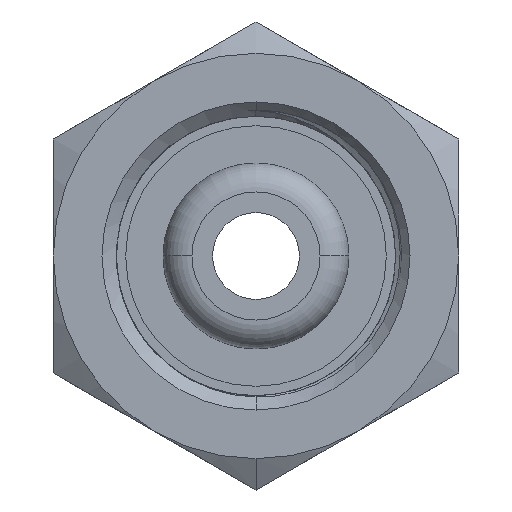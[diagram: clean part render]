
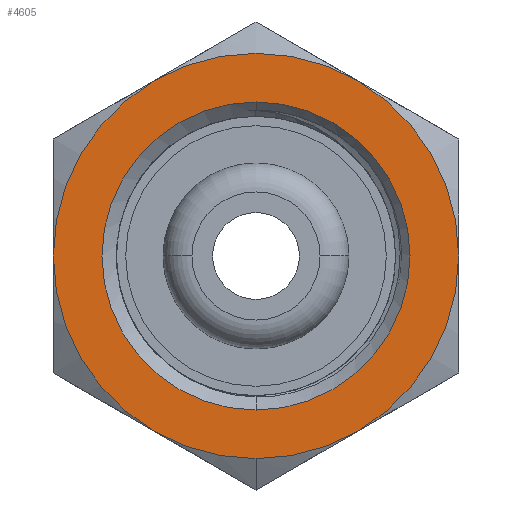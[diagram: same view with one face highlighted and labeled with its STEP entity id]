
A CAD part, left-side view. The second image highlights one B-rep face of the part: STEP entity #4605.
In plain terms, the highlighted planar face has unit normal (-1, 0, 0).
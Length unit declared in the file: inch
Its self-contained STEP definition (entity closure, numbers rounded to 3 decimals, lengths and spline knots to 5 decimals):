
#103 = EDGE_CURVE ( 'NONE', #19232, #17547, #1585, .T. ) ;
#397 = AXIS2_PLACEMENT_3D ( 'NONE', #16040, #6735, #14512 ) ;
#678 = DIRECTION ( 'NONE',  ( 0., 0., -1. ) ) ;
#1474 = VERTEX_POINT ( 'NONE', #17341 ) ;
#1533 = EDGE_CURVE ( 'NONE', #21839, #3369, #3906, .T. ) ;
#1585 = CIRCLE ( 'NONE', #15321, 0.665 ) ;
#1905 = EDGE_LOOP ( 'NONE', ( #18589, #19288 ) ) ;
#2602 = CARTESIAN_POINT ( 'NONE',  ( -0.625, 0., 0. ) ) ;
#3009 = DIRECTION ( 'NONE',  ( 0., 1., 0. ) ) ;
#3369 = VERTEX_POINT ( 'NONE', #4649 ) ;
#3425 = AXIS2_PLACEMENT_3D ( 'NONE', #23205, #6619, #12186 ) ;
#3481 = CIRCLE ( 'NONE', #19286, 0.875 ) ;
#3624 = VERTEX_POINT ( 'NONE', #4378 ) ;
#3906 = CIRCLE ( 'NONE', #13005, 0.875 ) ;
#4378 = CARTESIAN_POINT ( 'NONE',  ( -0.625, 0.875, 0. ) ) ;
#4605 = ADVANCED_FACE ( 'NONE', ( #8503, #21370 ), #15845, .F. ) ;
#4649 = CARTESIAN_POINT ( 'NONE',  ( -0.625, 0., 0.875 ) ) ;
#4823 = CARTESIAN_POINT ( 'NONE',  ( -0.625, 0., 0. ) ) ;
#5513 = VERTEX_POINT ( 'NONE', #6495 ) ;
#5730 = EDGE_CURVE ( 'NONE', #3624, #1474, #8200, .T. ) ;
#6044 = EDGE_CURVE ( 'NONE', #15222, #21839, #21348, .T. ) ;
#6148 = DIRECTION ( 'NONE',  ( -1., 0., 0. ) ) ;
#6294 = DIRECTION ( 'NONE',  ( 0., 0., -1. ) ) ;
#6495 = CARTESIAN_POINT ( 'NONE',  ( -0.625, 0.75777, 0.4375 ) ) ;
#6619 = DIRECTION ( 'NONE',  ( 1., 0., 0. ) ) ;
#6735 = DIRECTION ( 'NONE',  ( 1., 0., 0. ) ) ;
#6814 = DIRECTION ( 'NONE',  ( 0., 1., 0. ) ) ;
#6880 = DIRECTION ( 'NONE',  ( -1., 0., 0. ) ) ;
#7465 = DIRECTION ( 'NONE',  ( 0., 0., -1. ) ) ;
#7820 = ORIENTED_EDGE ( 'NONE', *, *, #23150, .T. ) ;
#7863 = CARTESIAN_POINT ( 'NONE',  ( -0.625, -0.75777, 0.4375 ) ) ;
#8200 = CIRCLE ( 'NONE', #13646, 0.875 ) ;
#8503 = FACE_BOUND ( 'NONE', #1905, .T. ) ;
#8934 = CARTESIAN_POINT ( 'NONE',  ( -0.625, 0., 0. ) ) ;
#9614 = AXIS2_PLACEMENT_3D ( 'NONE', #2602, #6148, #678 ) ;
#9710 = CIRCLE ( 'NONE', #9614, 0.875 ) ;
#10010 = CARTESIAN_POINT ( 'NONE',  ( -0.625, -0.665, 0. ) ) ;
#10106 = EDGE_CURVE ( 'NONE', #5513, #3624, #12854, .T. ) ;
#10173 = ORIENTED_EDGE ( 'NONE', *, *, #6044, .T. ) ;
#10178 = ORIENTED_EDGE ( 'NONE', *, *, #5730, .T. ) ;
#10186 = CARTESIAN_POINT ( 'NONE',  ( -0.625, 0., 0. ) ) ;
#10717 = EDGE_CURVE ( 'NONE', #5513, #3369, #18984, .T. ) ;
#10781 = EDGE_LOOP ( 'NONE', ( #12045, #7820, #10173, #20308, #16693, #15393, #10178 ) ) ;
#11950 = DIRECTION ( 'NONE',  ( -1., 0., 0. ) ) ;
#12045 = ORIENTED_EDGE ( 'NONE', *, *, #15623, .T. ) ;
#12186 = DIRECTION ( 'NONE',  ( 0., 0., -1. ) ) ;
#12853 = AXIS2_PLACEMENT_3D ( 'NONE', #10186, #19426, #6294 ) ;
#12854 = CIRCLE ( 'NONE', #16454, 0.875 ) ;
#13005 = AXIS2_PLACEMENT_3D ( 'NONE', #23213, #11950, #15773 ) ;
#13139 = VERTEX_POINT ( 'NONE', #13994 ) ;
#13646 = AXIS2_PLACEMENT_3D ( 'NONE', #16626, #20314, #18264 ) ;
#13994 = CARTESIAN_POINT ( 'NONE',  ( -0.625, 0., -0.875 ) ) ;
#14077 = DIRECTION ( 'NONE',  ( 0., 0., -1. ) ) ;
#14512 = DIRECTION ( 'NONE',  ( 0., 1., 0. ) ) ;
#15222 = VERTEX_POINT ( 'NONE', #15256 ) ;
#15256 = CARTESIAN_POINT ( 'NONE',  ( -0.625, -0.75777, -0.4375 ) ) ;
#15321 = AXIS2_PLACEMENT_3D ( 'NONE', #8934, #22012, #6814 ) ;
#15393 = ORIENTED_EDGE ( 'NONE', *, *, #10106, .T. ) ;
#15623 = EDGE_CURVE ( 'NONE', #1474, #13139, #9710, .T. ) ;
#15773 = DIRECTION ( 'NONE',  ( 0., 0., -1. ) ) ;
#15835 = CIRCLE ( 'NONE', #397, 0.665 ) ;
#15845 = PLANE ( 'NONE',  #3425 ) ;
#16040 = CARTESIAN_POINT ( 'NONE',  ( -0.625, 0., 0. ) ) ;
#16252 = DIRECTION ( 'NONE',  ( 1., 0., 0. ) ) ;
#16454 = AXIS2_PLACEMENT_3D ( 'NONE', #22574, #20456, #7465 ) ;
#16532 = EDGE_CURVE ( 'NONE', #17547, #19232, #15835, .T. ) ;
#16626 = CARTESIAN_POINT ( 'NONE',  ( -0.625, 0., 0. ) ) ;
#16693 = ORIENTED_EDGE ( 'NONE', *, *, #10717, .F. ) ;
#16917 = AXIS2_PLACEMENT_3D ( 'NONE', #4823, #16252, #3009 ) ;
#17341 = CARTESIAN_POINT ( 'NONE',  ( -0.625, 0.75777, -0.4375 ) ) ;
#17547 = VERTEX_POINT ( 'NONE', #10010 ) ;
#18061 = CARTESIAN_POINT ( 'NONE',  ( -0.625, 0., 0. ) ) ;
#18264 = DIRECTION ( 'NONE',  ( 0., 0., -1. ) ) ;
#18589 = ORIENTED_EDGE ( 'NONE', *, *, #16532, .T. ) ;
#18984 = CIRCLE ( 'NONE', #16917, 0.875 ) ;
#19232 = VERTEX_POINT ( 'NONE', #20327 ) ;
#19286 = AXIS2_PLACEMENT_3D ( 'NONE', #18061, #6880, #14077 ) ;
#19288 = ORIENTED_EDGE ( 'NONE', *, *, #103, .T. ) ;
#19426 = DIRECTION ( 'NONE',  ( -1., 0., 0. ) ) ;
#20308 = ORIENTED_EDGE ( 'NONE', *, *, #1533, .T. ) ;
#20314 = DIRECTION ( 'NONE',  ( -1., 0., 0. ) ) ;
#20327 = CARTESIAN_POINT ( 'NONE',  ( -0.625, 0.665, 0. ) ) ;
#20456 = DIRECTION ( 'NONE',  ( -1., 0., 0. ) ) ;
#21348 = CIRCLE ( 'NONE', #12853, 0.875 ) ;
#21370 = FACE_OUTER_BOUND ( 'NONE', #10781, .T. ) ;
#21839 = VERTEX_POINT ( 'NONE', #7863 ) ;
#22012 = DIRECTION ( 'NONE',  ( 1., 0., 0. ) ) ;
#22574 = CARTESIAN_POINT ( 'NONE',  ( -0.625, 0., 0. ) ) ;
#23150 = EDGE_CURVE ( 'NONE', #13139, #15222, #3481, .T. ) ;
#23205 = CARTESIAN_POINT ( 'NONE',  ( -0.625, 0., 0. ) ) ;
#23213 = CARTESIAN_POINT ( 'NONE',  ( -0.625, 0., 0. ) ) ;
